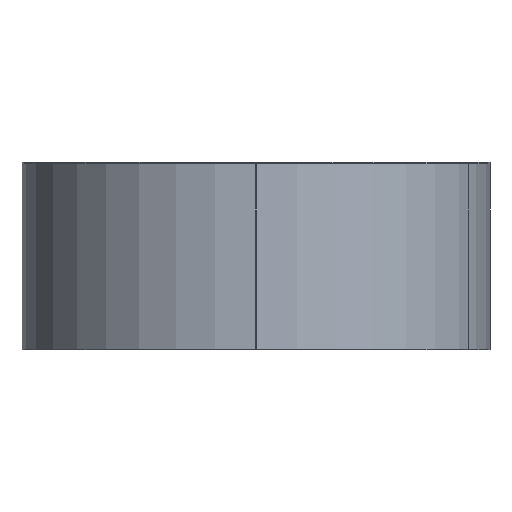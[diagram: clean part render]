
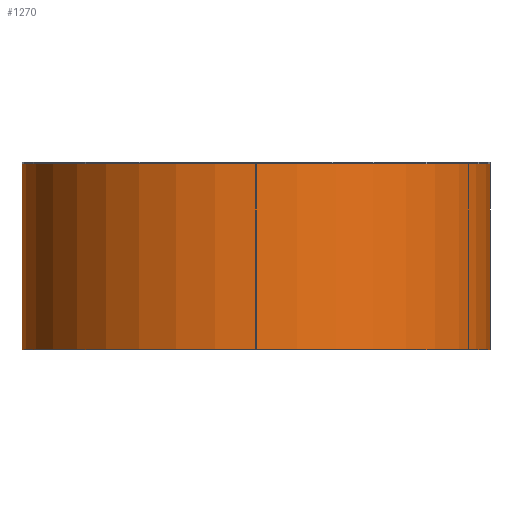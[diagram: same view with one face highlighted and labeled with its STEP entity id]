
A CAD part, left-side view. The second image highlights one B-rep face of the part: STEP entity #1270.
In plain terms, the highlighted cylindrical face has radius 500 mm (diameter 1000 mm), a partial arc.
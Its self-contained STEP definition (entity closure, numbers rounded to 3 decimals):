
#46 = ORIENTED_EDGE ( 'NONE', *, *, #918, .T. ) ;
#232 = DIRECTION ( 'NONE',  ( 0., 1., 0. ) ) ;
#290 = CIRCLE ( 'NONE', #4051, 500. ) ;
#448 = DIRECTION ( 'NONE',  ( 0., 0., 1. ) ) ;
#624 = DIRECTION ( 'NONE',  ( 0., -1., 0. ) ) ;
#766 = ORIENTED_EDGE ( 'NONE', *, *, #4307, .F. ) ;
#881 = CIRCLE ( 'NONE', #4009, 500. ) ;
#918 = EDGE_CURVE ( 'NONE', #2902, #1798, #2362, .T. ) ;
#1021 = CARTESIAN_POINT ( 'NONE',  ( 0., 397., 0. ) ) ;
#1078 = VERTEX_POINT ( 'NONE', #5108 ) ;
#1266 = DIRECTION ( 'NONE',  ( 0., 1., 0. ) ) ;
#1270 = ADVANCED_FACE ( 'NONE', ( #4856 ), #2810, .T. ) ;
#1295 = EDGE_CURVE ( 'NONE', #1798, #1078, #881, .T. ) ;
#1606 = CARTESIAN_POINT ( 'NONE',  ( 0., 397., 500. ) ) ;
#1740 = DIRECTION ( 'NONE',  ( 0., 1., 0. ) ) ;
#1759 = CARTESIAN_POINT ( 'NONE',  ( 0., 397., 0. ) ) ;
#1798 = VERTEX_POINT ( 'NONE', #4962 ) ;
#1852 = VECTOR ( 'NONE', #4887, 1000. ) ;
#1913 = CARTESIAN_POINT ( 'NONE',  ( 0., 0., 0. ) ) ;
#2362 = LINE ( 'NONE', #4024, #1852 ) ;
#2369 = CARTESIAN_POINT ( 'NONE',  ( 0., 397., 500. ) ) ;
#2675 = VERTEX_POINT ( 'NONE', #2369 ) ;
#2810 = CYLINDRICAL_SURFACE ( 'NONE', #5078, 500. ) ;
#2902 = VERTEX_POINT ( 'NONE', #4640 ) ;
#2986 = EDGE_LOOP ( 'NONE', ( #5050, #766, #46, #3050 ) ) ;
#3050 = ORIENTED_EDGE ( 'NONE', *, *, #1295, .T. ) ;
#3332 = VECTOR ( 'NONE', #1266, 1000. ) ;
#4009 = AXIS2_PLACEMENT_3D ( 'NONE', #1913, #232, #4525 ) ;
#4024 = CARTESIAN_POINT ( 'NONE',  ( 0., 397., -500. ) ) ;
#4051 = AXIS2_PLACEMENT_3D ( 'NONE', #1759, #1740, #448 ) ;
#4307 = EDGE_CURVE ( 'NONE', #2902, #2675, #290, .T. ) ;
#4525 = DIRECTION ( 'NONE',  ( 0., 0., 1. ) ) ;
#4640 = CARTESIAN_POINT ( 'NONE',  ( 0., 397., -500. ) ) ;
#4849 = EDGE_CURVE ( 'NONE', #1078, #2675, #5435, .T. ) ;
#4856 = FACE_OUTER_BOUND ( 'NONE', #2986, .T. ) ;
#4887 = DIRECTION ( 'NONE',  ( 0., -1., 0. ) ) ;
#4962 = CARTESIAN_POINT ( 'NONE',  ( 0., 0., -500. ) ) ;
#5050 = ORIENTED_EDGE ( 'NONE', *, *, #4849, .T. ) ;
#5078 = AXIS2_PLACEMENT_3D ( 'NONE', #1021, #624, #5299 ) ;
#5108 = CARTESIAN_POINT ( 'NONE',  ( 0., 0., 500. ) ) ;
#5299 = DIRECTION ( 'NONE',  ( 0., 0., -1. ) ) ;
#5435 = LINE ( 'NONE', #1606, #3332 ) ;
